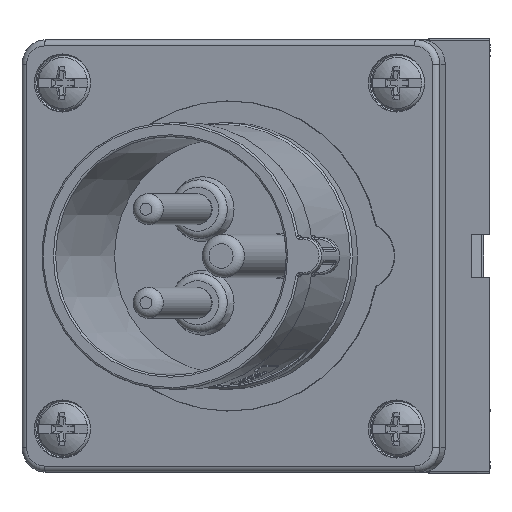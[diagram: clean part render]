
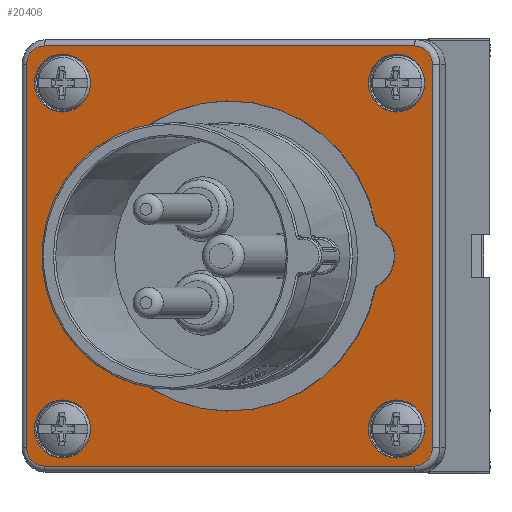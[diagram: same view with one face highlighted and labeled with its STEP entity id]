
A CAD part, left-side view. The second image highlights one B-rep face of the part: STEP entity #20406.
In plain terms, the highlighted planar face has unit normal (-0.966, 0.259, 0).
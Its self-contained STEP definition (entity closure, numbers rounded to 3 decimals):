
#94 = DIRECTION ( 'NONE',  ( -0.966, 0.259, 0. ) ) ;
#267 = VERTEX_POINT ( 'NONE', #25061 ) ;
#2616 = CARTESIAN_POINT ( 'NONE',  ( -41.244, -17.727, -28. ) ) ;
#2641 = VERTEX_POINT ( 'NONE', #6254 ) ;
#3024 = CARTESIAN_POINT ( 'NONE',  ( -26.413, 37.621, 31. ) ) ;
#3063 = CIRCLE ( 'NONE', #15679, 4.7 ) ;
#3157 = VERTEX_POINT ( 'NONE', #17837 ) ;
#3289 = FACE_BOUND ( 'NONE', #17934, .T. ) ;
#3804 = VECTOR ( 'NONE', #23179, 1000. ) ;
#4343 = CARTESIAN_POINT ( 'NONE',  ( -26.413, 37.621, -31. ) ) ;
#5779 = CARTESIAN_POINT ( 'NONE',  ( -27.19, 34.723, -31. ) ) ;
#5953 = AXIS2_PLACEMENT_3D ( 'NONE', #40328, #18244, #43957 ) ;
#6062 = VERTEX_POINT ( 'NONE', #38406 ) ;
#6254 = CARTESIAN_POINT ( 'NONE',  ( -29.183, 27.286, 28. ) ) ;
#6306 = ORIENTED_EDGE ( 'NONE', *, *, #22436, .T. ) ;
#6342 = CARTESIAN_POINT ( 'NONE',  ( -43.237, -25.164, -34. ) ) ;
#6495 = DIRECTION ( 'NONE',  ( 0.966, -0.259, 0. ) ) ;
#7015 = ORIENTED_EDGE ( 'NONE', *, *, #21960, .T. ) ;
#7158 = DIRECTION ( 'NONE',  ( -0.259, -0.966, 0. ) ) ;
#7219 = DIRECTION ( 'NONE',  ( -0.966, 0.259, 0. ) ) ;
#7230 = CARTESIAN_POINT ( 'NONE',  ( -40.959, -16.664, 0. ) ) ;
#7531 = VERTEX_POINT ( 'NONE', #28128 ) ;
#7756 = DIRECTION ( 'NONE',  ( -0.966, 0.259, 0. ) ) ;
#8827 = DIRECTION ( 'NONE',  ( -0.259, -0.966, 0. ) ) ;
#9213 = ORIENTED_EDGE ( 'NONE', *, *, #23845, .T. ) ;
#9536 = VERTEX_POINT ( 'NONE', #3024 ) ;
#9545 = DIRECTION ( 'NONE',  ( -0.259, -0.966, 0. ) ) ;
#11762 = CARTESIAN_POINT ( 'NONE',  ( -27.19, 34.723, 34. ) ) ;
#12582 = CARTESIAN_POINT ( 'NONE',  ( -41.582, -18.99, 4.945 ) ) ;
#13341 = FACE_BOUND ( 'NONE', #19194, .T. ) ;
#13366 = CIRCLE ( 'NONE', #27631, 25.1 ) ;
#14222 = CIRCLE ( 'NONE', #31211, 4.7 ) ;
#14353 = VECTOR ( 'NONE', #8827, 1000. ) ;
#14531 = AXIS2_PLACEMENT_3D ( 'NONE', #7230, #7219, #7158 ) ;
#14615 = DIRECTION ( 'NONE',  ( -0.966, 0.259, 0. ) ) ;
#14677 = AXIS2_PLACEMENT_3D ( 'NONE', #5779, #31870, #9545 ) ;
#15283 = ORIENTED_EDGE ( 'NONE', *, *, #20868, .T. ) ;
#15332 = VERTEX_POINT ( 'NONE', #18954 ) ;
#15553 = ORIENTED_EDGE ( 'NONE', *, *, #24501, .T. ) ;
#15666 = FACE_OUTER_BOUND ( 'NONE', #25066, .T. ) ;
#15679 = AXIS2_PLACEMENT_3D ( 'NONE', #17375, #43103, #21126 ) ;
#15961 = AXIS2_PLACEMENT_3D ( 'NONE', #36806, #14615, #40402 ) ;
#16323 = EDGE_LOOP ( 'NONE', ( #45667 ) ) ;
#16627 = CIRCLE ( 'NONE', #15961, 3. ) ;
#17289 = CARTESIAN_POINT ( 'NONE',  ( -27.19, 34.723, -34. ) ) ;
#17344 = VERTEX_POINT ( 'NONE', #12582 ) ;
#17375 = CARTESIAN_POINT ( 'NONE',  ( -42.46, -22.266, 28. ) ) ;
#17607 = EDGE_CURVE ( 'NONE', #2641, #2641, #23913, .T. ) ;
#17779 = ORIENTED_EDGE ( 'NONE', *, *, #19807, .T. ) ;
#17837 = CARTESIAN_POINT ( 'NONE',  ( -43.237, -25.164, 34. ) ) ;
#17934 = EDGE_LOOP ( 'NONE', ( #15553 ) ) ;
#18017 = EDGE_CURVE ( 'NONE', #7531, #17344, #30801, .T. ) ;
#18244 = DIRECTION ( 'NONE',  ( 0.966, -0.259, 0. ) ) ;
#18651 = EDGE_CURVE ( 'NONE', #17344, #7531, #13366, .T. ) ;
#18691 = DIRECTION ( 'NONE',  ( -0.259, -0.966, 0. ) ) ;
#18761 = DIRECTION ( 'NONE',  ( 0.966, -0.259, 0. ) ) ;
#18844 = CARTESIAN_POINT ( 'NONE',  ( -27.966, 31.825, 28. ) ) ;
#18954 = CARTESIAN_POINT ( 'NONE',  ( -44.013, -28.062, -31. ) ) ;
#19165 = EDGE_CURVE ( 'NONE', #15332, #6062, #27846, .T. ) ;
#19194 = EDGE_LOOP ( 'NONE', ( #9213 ) ) ;
#19226 = CARTESIAN_POINT ( 'NONE',  ( -27.19, 34.723, 34. ) ) ;
#19807 = EDGE_CURVE ( 'NONE', #6062, #3157, #40483, .T. ) ;
#20154 = EDGE_LOOP ( 'NONE', ( #47325 ) ) ;
#20406 = ADVANCED_FACE ( 'NONE', ( #42693, #23248, #15666, #13341, #3289, #41554 ), #44601, .T. ) ;
#20438 = EDGE_CURVE ( 'NONE', #3157, #44417, #22040, .T. ) ;
#20868 = EDGE_CURVE ( 'NONE', #44417, #9536, #39865, .T. ) ;
#20886 = ORIENTED_EDGE ( 'NONE', *, *, #18651, .F. ) ;
#21052 = ORIENTED_EDGE ( 'NONE', *, *, #22967, .T. ) ;
#21126 = DIRECTION ( 'NONE',  ( 0., 0., -1. ) ) ;
#21524 = EDGE_CURVE ( 'NONE', #9536, #45583, #43206, .T. ) ;
#21727 = CIRCLE ( 'NONE', #5953, 4.7 ) ;
#21960 = EDGE_CURVE ( 'NONE', #45583, #25121, #27204, .T. ) ;
#21965 = CARTESIAN_POINT ( 'NONE',  ( -27.19, 34.723, 31. ) ) ;
#22040 = LINE ( 'NONE', #19226, #30731 ) ;
#22436 = EDGE_CURVE ( 'NONE', #25121, #41298, #43696, .T. ) ;
#22549 = CARTESIAN_POINT ( 'NONE',  ( -43.237, -25.164, 31. ) ) ;
#22967 = EDGE_CURVE ( 'NONE', #41298, #15332, #16627, .T. ) ;
#23179 = DIRECTION ( 'NONE',  ( 0., 0., -1. ) ) ;
#23248 = FACE_BOUND ( 'NONE', #27792, .T. ) ;
#23845 = EDGE_CURVE ( 'NONE', #267, #267, #3063, .T. ) ;
#23885 = AXIS2_PLACEMENT_3D ( 'NONE', #18844, #18761, #18691 ) ;
#23913 = CIRCLE ( 'NONE', #23885, 4.7 ) ;
#24501 = EDGE_CURVE ( 'NONE', #38700, #38700, #14222, .T. ) ;
#25061 = CARTESIAN_POINT ( 'NONE',  ( -42.46, -22.266, 23.3 ) ) ;
#25066 = EDGE_LOOP ( 'NONE', ( #25861, #17779, #46610, #15283, #45488, #7015, #6306, #21052 ) ) ;
#25121 = VERTEX_POINT ( 'NONE', #17289 ) ;
#25252 = EDGE_CURVE ( 'NONE', #28941, #28941, #21727, .T. ) ;
#25727 = DIRECTION ( 'NONE',  ( -0.259, -0.966, 0. ) ) ;
#25861 = ORIENTED_EDGE ( 'NONE', *, *, #19165, .T. ) ;
#26311 = DIRECTION ( 'NONE',  ( -0.259, -0.966, 0. ) ) ;
#27204 = CIRCLE ( 'NONE', #14677, 3. ) ;
#27631 = AXIS2_PLACEMENT_3D ( 'NONE', #32236, #32181, #32137 ) ;
#27792 = EDGE_LOOP ( 'NONE', ( #39159, #20886 ) ) ;
#27846 = LINE ( 'NONE', #29646, #36503 ) ;
#27992 = AXIS2_PLACEMENT_3D ( 'NONE', #22549, #94, #26311 ) ;
#28128 = CARTESIAN_POINT ( 'NONE',  ( -41.582, -18.99, -4.945 ) ) ;
#28762 = CARTESIAN_POINT ( 'NONE',  ( -27.966, 31.825, -23.3 ) ) ;
#28858 = CARTESIAN_POINT ( 'NONE',  ( -42.46, -22.266, -28. ) ) ;
#28941 = VERTEX_POINT ( 'NONE', #28762 ) ;
#29596 = DIRECTION ( 'NONE',  ( 0., 0., 1. ) ) ;
#29646 = CARTESIAN_POINT ( 'NONE',  ( -44.013, -28.062, -31. ) ) ;
#30731 = VECTOR ( 'NONE', #34140, 1000. ) ;
#30801 = CIRCLE ( 'NONE', #14531, 5.5 ) ;
#31129 = CARTESIAN_POINT ( 'NONE',  ( -26.413, 37.621, -31. ) ) ;
#31211 = AXIS2_PLACEMENT_3D ( 'NONE', #28858, #6495, #32577 ) ;
#31870 = DIRECTION ( 'NONE',  ( -0.966, 0.259, 0. ) ) ;
#32137 = DIRECTION ( 'NONE',  ( -0.259, -0.966, 0. ) ) ;
#32181 = DIRECTION ( 'NONE',  ( -0.966, 0.259, 0. ) ) ;
#32236 = CARTESIAN_POINT ( 'NONE',  ( -35.213, 4.779, 0. ) ) ;
#32577 = DIRECTION ( 'NONE',  ( 0.259, 0.966, 0. ) ) ;
#33805 = DIRECTION ( 'NONE',  ( -0.259, -0.966, 0. ) ) ;
#34140 = DIRECTION ( 'NONE',  ( 0.259, 0.966, 0. ) ) ;
#36058 = AXIS2_PLACEMENT_3D ( 'NONE', #40931, #7756, #33805 ) ;
#36503 = VECTOR ( 'NONE', #29596, 1000. ) ;
#36806 = CARTESIAN_POINT ( 'NONE',  ( -43.237, -25.164, -31. ) ) ;
#38406 = CARTESIAN_POINT ( 'NONE',  ( -44.013, -28.062, 31. ) ) ;
#38700 = VERTEX_POINT ( 'NONE', #2616 ) ;
#39159 = ORIENTED_EDGE ( 'NONE', *, *, #18017, .F. ) ;
#39865 = CIRCLE ( 'NONE', #41461, 3. ) ;
#40328 = CARTESIAN_POINT ( 'NONE',  ( -27.966, 31.825, -28. ) ) ;
#40402 = DIRECTION ( 'NONE',  ( -0.259, -0.966, 0. ) ) ;
#40483 = CIRCLE ( 'NONE', #27992, 3. ) ;
#40931 = CARTESIAN_POINT ( 'NONE',  ( -27.19, 34.723, -31. ) ) ;
#41298 = VERTEX_POINT ( 'NONE', #6342 ) ;
#41461 = AXIS2_PLACEMENT_3D ( 'NONE', #21965, #47601, #25727 ) ;
#41554 = FACE_BOUND ( 'NONE', #16323, .T. ) ;
#42693 = FACE_BOUND ( 'NONE', #20154, .T. ) ;
#43103 = DIRECTION ( 'NONE',  ( 0.966, -0.259, 0. ) ) ;
#43206 = LINE ( 'NONE', #4343, #3804 ) ;
#43696 = LINE ( 'NONE', #45635, #14353 ) ;
#43957 = DIRECTION ( 'NONE',  ( 0., 0., 1. ) ) ;
#44417 = VERTEX_POINT ( 'NONE', #11762 ) ;
#44601 = PLANE ( 'NONE',  #36058 ) ;
#45488 = ORIENTED_EDGE ( 'NONE', *, *, #21524, .T. ) ;
#45583 = VERTEX_POINT ( 'NONE', #31129 ) ;
#45635 = CARTESIAN_POINT ( 'NONE',  ( -27.19, 34.723, -34. ) ) ;
#45667 = ORIENTED_EDGE ( 'NONE', *, *, #25252, .T. ) ;
#46610 = ORIENTED_EDGE ( 'NONE', *, *, #20438, .T. ) ;
#47325 = ORIENTED_EDGE ( 'NONE', *, *, #17607, .T. ) ;
#47601 = DIRECTION ( 'NONE',  ( -0.966, 0.259, 0. ) ) ;
